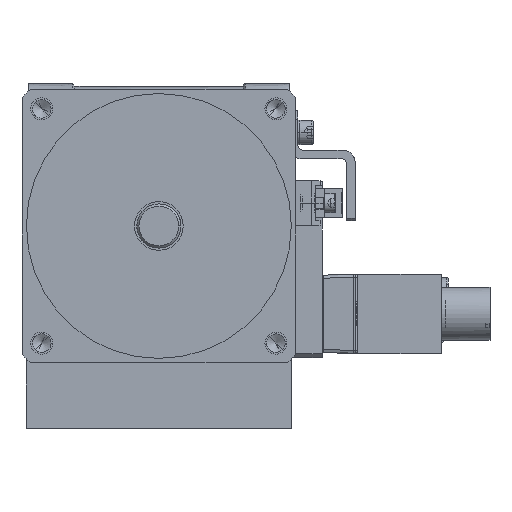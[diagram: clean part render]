
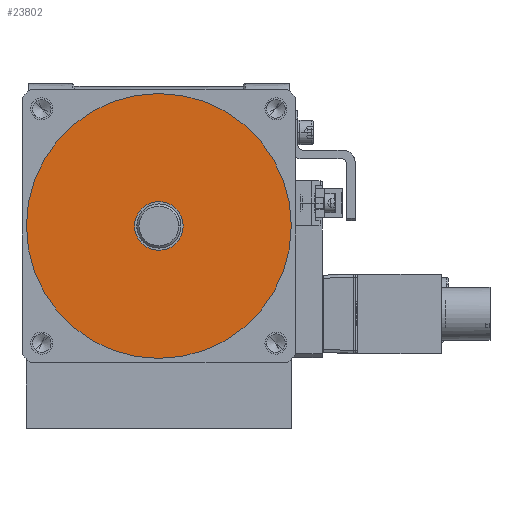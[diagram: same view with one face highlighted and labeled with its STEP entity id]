
A CAD part, front view. The second image highlights one B-rep face of the part: STEP entity #23802.
In plain terms, the highlighted planar face has unit normal (0, -1, 0).
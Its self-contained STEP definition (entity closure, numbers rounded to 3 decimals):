
#23731=CARTESIAN_POINT('Vertex',(-5.5,-95.5,45.8)) ;
#23734=CARTESIAN_POINT('Axis2P3D Location',(0.,-95.5,45.8)) ;
#23738=CARTESIAN_POINT('Vertex',(5.5,-95.5,45.8)) ;
#23758=CARTESIAN_POINT('Axis2P3D Location',(0.,-95.5,45.8)) ;
#23775=CARTESIAN_POINT('Axis2P3D Location',(0.,-95.5,45.8)) ;
#23780=CARTESIAN_POINT('Axis2P3D Location',(0.,-95.5,45.8)) ;
#23784=CARTESIAN_POINT('Vertex',(30.,-95.5,45.8)) ;
#23786=CARTESIAN_POINT('Vertex',(-30.,-95.5,45.8)) ;
#23789=CARTESIAN_POINT('Axis2P3D Location',(0.,-95.5,45.8)) ;
#23735=DIRECTION('Axis2P3D Direction',(-0.,1.,0.)) ;
#23759=DIRECTION('Axis2P3D Direction',(-0.,1.,0.)) ;
#23776=DIRECTION('Axis2P3D Direction',(-0.,1.,0.)) ;
#23777=DIRECTION('Axis2P3D XDirection',(1.,0.,0.)) ;
#23781=DIRECTION('Axis2P3D Direction',(-0.,1.,0.)) ;
#23790=DIRECTION('Axis2P3D Direction',(-0.,1.,0.)) ;
#23736=AXIS2_PLACEMENT_3D('Circle Axis2P3D',#23734,#23735,$) ;
#23760=AXIS2_PLACEMENT_3D('Circle Axis2P3D',#23758,#23759,$) ;
#23778=AXIS2_PLACEMENT_3D('Plane Axis2P3D',#23775,#23776,#23777) ;
#23782=AXIS2_PLACEMENT_3D('Circle Axis2P3D',#23780,#23781,$) ;
#23791=AXIS2_PLACEMENT_3D('Circle Axis2P3D',#23789,#23790,$) ;
#23795=ORIENTED_EDGE('',*,*,#23788,.F.) ;
#23796=ORIENTED_EDGE('',*,*,#23793,.F.) ;
#23799=ORIENTED_EDGE('',*,*,#23762,.F.) ;
#23800=ORIENTED_EDGE('',*,*,#23740,.F.) ;
#23801=FACE_BOUND('',#23798,.T.) ;
#23802=ADVANCED_FACE('LINEAREINHEIT',(#23797,#23801),#23779,.F.) ;
#23737=CIRCLE('generated circle',#23736,5.5) ;
#23761=CIRCLE('generated circle',#23760,5.5) ;
#23783=CIRCLE('generated circle',#23782,30.) ;
#23792=CIRCLE('generated circle',#23791,30.) ;
#23740=EDGE_CURVE('',#23732,#23739,#23737,.F.) ;
#23762=EDGE_CURVE('',#23739,#23732,#23761,.F.) ;
#23788=EDGE_CURVE('',#23785,#23787,#23783,.T.) ;
#23793=EDGE_CURVE('',#23787,#23785,#23792,.T.) ;
#23794=EDGE_LOOP('',(#23795,#23796)) ;
#23798=EDGE_LOOP('',(#23799,#23800)) ;
#23797=FACE_OUTER_BOUND('',#23794,.T.) ;
#23779=PLANE('Plane',#23778) ;
#23732=VERTEX_POINT('',#23731) ;
#23739=VERTEX_POINT('',#23738) ;
#23785=VERTEX_POINT('',#23784) ;
#23787=VERTEX_POINT('',#23786) ;
